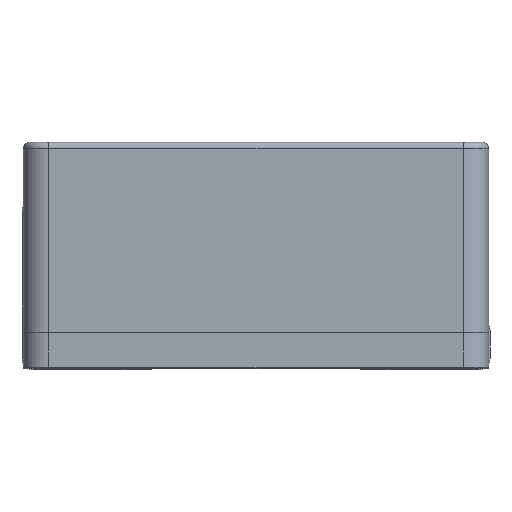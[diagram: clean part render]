
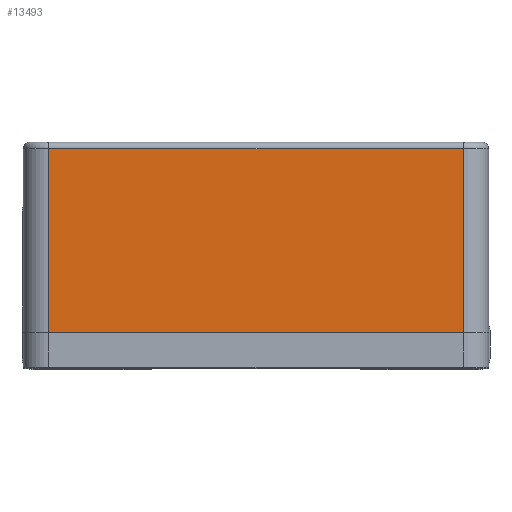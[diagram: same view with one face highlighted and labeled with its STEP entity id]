
A CAD part, left-side view. The second image highlights one B-rep face of the part: STEP entity #13493.
In plain terms, the highlighted planar face has unit normal (-1, 0, 0).
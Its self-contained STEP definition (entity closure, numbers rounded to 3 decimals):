
#11761 = PLANE('',#11762);
#11762 = AXIS2_PLACEMENT_3D('',#11763,#11764,#11765);
#11763 = CARTESIAN_POINT('',(-9.1,9.1,1.45));
#11764 = DIRECTION('',(1.,0.,0.));
#11765 = DIRECTION('',(0.,0.,-1.));
#11893 = CYLINDRICAL_SURFACE('',#11894,1.);
#11894 = AXIS2_PLACEMENT_3D('',#11895,#11896,#11897);
#11895 = CARTESIAN_POINT('',(-8.1,8.1,8.9));
#11896 = DIRECTION('',(0.,0.,1.));
#11897 = DIRECTION('',(-1.,0.,0.));
#11957 = VERTEX_POINT('',#11958);
#11958 = CARTESIAN_POINT('',(-9.1,8.1,1.45));
#12181 = CYLINDRICAL_SURFACE('',#12182,1.);
#12182 = AXIS2_PLACEMENT_3D('',#12183,#12184,#12185);
#12183 = CARTESIAN_POINT('',(-8.1,-8.1,8.9));
#12184 = DIRECTION('',(0.,0.,1.));
#12185 = DIRECTION('',(-1.,0.,0.));
#12413 = VERTEX_POINT('',#12414);
#12414 = CARTESIAN_POINT('',(-9.1,-8.1,1.45));
#12557 = EDGE_CURVE('',#11957,#12413,#12558,.T.);
#12558 = SURFACE_CURVE('',#12559,(#12563,#12570),.PCURVE_S1.);
#12559 = LINE('',#12560,#12561);
#12560 = CARTESIAN_POINT('',(-9.1,9.1,1.45));
#12561 = VECTOR('',#12562,1.);
#12562 = DIRECTION('',(0.,-1.,0.));
#12563 = PCURVE('',#11761,#12564);
#12564 = DEFINITIONAL_REPRESENTATION('',(#12565),#12569);
#12565 = LINE('',#12566,#12567);
#12566 = CARTESIAN_POINT('',(0.,0.));
#12567 = VECTOR('',#12568,1.);
#12568 = DIRECTION('',(0.,-1.));
#12569 = ( GEOMETRIC_REPRESENTATION_CONTEXT(2) 
PARAMETRIC_REPRESENTATION_CONTEXT() REPRESENTATION_CONTEXT('2D SPACE',''
  ) );
#12570 = PCURVE('',#12571,#12576);
#12571 = PLANE('',#12572);
#12572 = AXIS2_PLACEMENT_3D('',#12573,#12574,#12575);
#12573 = CARTESIAN_POINT('',(-9.1,9.1,8.9));
#12574 = DIRECTION('',(1.,0.,0.));
#12575 = DIRECTION('',(0.,0.,-1.));
#12576 = DEFINITIONAL_REPRESENTATION('',(#12577),#12581);
#12577 = LINE('',#12578,#12579);
#12578 = CARTESIAN_POINT('',(7.45,0.));
#12579 = VECTOR('',#12580,1.);
#12580 = DIRECTION('',(0.,-1.));
#12581 = ( GEOMETRIC_REPRESENTATION_CONTEXT(2) 
PARAMETRIC_REPRESENTATION_CONTEXT() REPRESENTATION_CONTEXT('2D SPACE',''
  ) );
#12902 = EDGE_CURVE('',#12903,#11957,#12905,.T.);
#12903 = VERTEX_POINT('',#12904);
#12904 = CARTESIAN_POINT('',(-9.1,8.1,8.65));
#12905 = SURFACE_CURVE('',#12906,(#12910,#12939),.PCURVE_S1.);
#12906 = LINE('',#12907,#12908);
#12907 = CARTESIAN_POINT('',(-9.1,8.1,8.9));
#12908 = VECTOR('',#12909,1.);
#12909 = DIRECTION('',(0.,0.,-1.));
#12910 = PCURVE('',#11893,#12911);
#12911 = DEFINITIONAL_REPRESENTATION('',(#12912),#12938);
#12912 = B_SPLINE_CURVE_WITH_KNOTS('',3,(#12913,#12914,#12915,#12916,
    #12917,#12918,#12919,#12920,#12921,#12922,#12923,#12924,#12925,
    #12926,#12927,#12928,#12929,#12930,#12931,#12932,#12933,#12934,
    #12935,#12936,#12937),.UNSPECIFIED.,.F.,.F.,(4,1,1,1,1,1,1,1,1,1,1,1
    ,1,1,1,1,1,1,1,1,1,1,4),(0.25,0.577,0.905,
    1.232,1.559,1.886,2.214,
    2.541,2.868,3.195,3.523,3.85,
    4.177,4.505,4.832,5.159,
    5.486,5.814,6.141,6.468,
    6.795,7.123,7.45),.QUASI_UNIFORM_KNOTS.);
#12913 = CARTESIAN_POINT('',(6.283,-0.25));
#12914 = CARTESIAN_POINT('',(6.283,-0.359));
#12915 = CARTESIAN_POINT('',(6.283,-0.577));
#12916 = CARTESIAN_POINT('',(6.283,-0.905));
#12917 = CARTESIAN_POINT('',(6.283,-1.232));
#12918 = CARTESIAN_POINT('',(6.283,-1.559));
#12919 = CARTESIAN_POINT('',(6.283,-1.886));
#12920 = CARTESIAN_POINT('',(6.283,-2.214));
#12921 = CARTESIAN_POINT('',(6.283,-2.541));
#12922 = CARTESIAN_POINT('',(6.283,-2.868));
#12923 = CARTESIAN_POINT('',(6.283,-3.195));
#12924 = CARTESIAN_POINT('',(6.283,-3.523));
#12925 = CARTESIAN_POINT('',(6.283,-3.85));
#12926 = CARTESIAN_POINT('',(6.283,-4.177));
#12927 = CARTESIAN_POINT('',(6.283,-4.505));
#12928 = CARTESIAN_POINT('',(6.283,-4.832));
#12929 = CARTESIAN_POINT('',(6.283,-5.159));
#12930 = CARTESIAN_POINT('',(6.283,-5.486));
#12931 = CARTESIAN_POINT('',(6.283,-5.814));
#12932 = CARTESIAN_POINT('',(6.283,-6.141));
#12933 = CARTESIAN_POINT('',(6.283,-6.468));
#12934 = CARTESIAN_POINT('',(6.283,-6.795));
#12935 = CARTESIAN_POINT('',(6.283,-7.123));
#12936 = CARTESIAN_POINT('',(6.283,-7.341));
#12937 = CARTESIAN_POINT('',(6.283,-7.45));
#12938 = ( GEOMETRIC_REPRESENTATION_CONTEXT(2) 
PARAMETRIC_REPRESENTATION_CONTEXT() REPRESENTATION_CONTEXT('2D SPACE',''
  ) );
#12939 = PCURVE('',#12571,#12940);
#12940 = DEFINITIONAL_REPRESENTATION('',(#12941),#12945);
#12941 = LINE('',#12942,#12943);
#12942 = CARTESIAN_POINT('',(0.,-1.));
#12943 = VECTOR('',#12944,1.);
#12944 = DIRECTION('',(1.,0.));
#12945 = ( GEOMETRIC_REPRESENTATION_CONTEXT(2) 
PARAMETRIC_REPRESENTATION_CONTEXT() REPRESENTATION_CONTEXT('2D SPACE',''
  ) );
#13020 = VERTEX_POINT('',#13021);
#13021 = CARTESIAN_POINT('',(-9.1,-8.1,8.65));
#13092 = EDGE_CURVE('',#13020,#12413,#13093,.T.);
#13093 = SURFACE_CURVE('',#13094,(#13098,#13127),.PCURVE_S1.);
#13094 = LINE('',#13095,#13096);
#13095 = CARTESIAN_POINT('',(-9.1,-8.1,8.9));
#13096 = VECTOR('',#13097,1.);
#13097 = DIRECTION('',(0.,0.,-1.));
#13098 = PCURVE('',#12181,#13099);
#13099 = DEFINITIONAL_REPRESENTATION('',(#13100),#13126);
#13100 = B_SPLINE_CURVE_WITH_KNOTS('',3,(#13101,#13102,#13103,#13104,
    #13105,#13106,#13107,#13108,#13109,#13110,#13111,#13112,#13113,
    #13114,#13115,#13116,#13117,#13118,#13119,#13120,#13121,#13122,
    #13123,#13124,#13125),.UNSPECIFIED.,.F.,.F.,(4,1,1,1,1,1,1,1,1,1,1,1
    ,1,1,1,1,1,1,1,1,1,1,4),(0.25,0.577,0.905,
    1.232,1.559,1.886,2.214,
    2.541,2.868,3.195,3.523,3.85,
    4.177,4.505,4.832,5.159,
    5.486,5.814,6.141,6.468,
    6.795,7.123,7.45),.QUASI_UNIFORM_KNOTS.);
#13101 = CARTESIAN_POINT('',(0.,-0.25));
#13102 = CARTESIAN_POINT('',(0.,-0.359));
#13103 = CARTESIAN_POINT('',(0.,-0.577));
#13104 = CARTESIAN_POINT('',(0.,-0.905));
#13105 = CARTESIAN_POINT('',(0.,-1.232));
#13106 = CARTESIAN_POINT('',(0.,-1.559));
#13107 = CARTESIAN_POINT('',(0.,-1.886));
#13108 = CARTESIAN_POINT('',(0.,-2.214));
#13109 = CARTESIAN_POINT('',(0.,-2.541));
#13110 = CARTESIAN_POINT('',(0.,-2.868));
#13111 = CARTESIAN_POINT('',(0.,-3.195));
#13112 = CARTESIAN_POINT('',(0.,-3.523));
#13113 = CARTESIAN_POINT('',(0.,-3.85));
#13114 = CARTESIAN_POINT('',(0.,-4.177));
#13115 = CARTESIAN_POINT('',(0.,-4.505));
#13116 = CARTESIAN_POINT('',(0.,-4.832));
#13117 = CARTESIAN_POINT('',(0.,-5.159));
#13118 = CARTESIAN_POINT('',(0.,-5.486));
#13119 = CARTESIAN_POINT('',(0.,-5.814));
#13120 = CARTESIAN_POINT('',(0.,-6.141));
#13121 = CARTESIAN_POINT('',(0.,-6.468));
#13122 = CARTESIAN_POINT('',(0.,-6.795));
#13123 = CARTESIAN_POINT('',(0.,-7.123));
#13124 = CARTESIAN_POINT('',(0.,-7.341));
#13125 = CARTESIAN_POINT('',(0.,-7.45));
#13126 = ( GEOMETRIC_REPRESENTATION_CONTEXT(2) 
PARAMETRIC_REPRESENTATION_CONTEXT() REPRESENTATION_CONTEXT('2D SPACE',''
  ) );
#13127 = PCURVE('',#12571,#13128);
#13128 = DEFINITIONAL_REPRESENTATION('',(#13129),#13133);
#13129 = LINE('',#13130,#13131);
#13130 = CARTESIAN_POINT('',(0.,-17.2));
#13131 = VECTOR('',#13132,1.);
#13132 = DIRECTION('',(1.,0.));
#13133 = ( GEOMETRIC_REPRESENTATION_CONTEXT(2) 
PARAMETRIC_REPRESENTATION_CONTEXT() REPRESENTATION_CONTEXT('2D SPACE',''
  ) );
#13493 = ADVANCED_FACE('',(#13494),#12571,.F.);
#13494 = FACE_BOUND('',#13495,.F.);
#13495 = EDGE_LOOP('',(#13496,#13497,#13498,#13499));
#13496 = ORIENTED_EDGE('',*,*,#13092,.T.);
#13497 = ORIENTED_EDGE('',*,*,#12557,.F.);
#13498 = ORIENTED_EDGE('',*,*,#12902,.F.);
#13499 = ORIENTED_EDGE('',*,*,#13500,.T.);
#13500 = EDGE_CURVE('',#12903,#13020,#13501,.T.);
#13501 = SURFACE_CURVE('',#13502,(#13506,#13513),.PCURVE_S1.);
#13502 = LINE('',#13503,#13504);
#13503 = CARTESIAN_POINT('',(-9.1,8.1,8.65));
#13504 = VECTOR('',#13505,1.);
#13505 = DIRECTION('',(0.,-1.,0.));
#13506 = PCURVE('',#12571,#13507);
#13507 = DEFINITIONAL_REPRESENTATION('',(#13508),#13512);
#13508 = LINE('',#13509,#13510);
#13509 = CARTESIAN_POINT('',(0.25,-1.));
#13510 = VECTOR('',#13511,1.);
#13511 = DIRECTION('',(0.,-1.));
#13512 = ( GEOMETRIC_REPRESENTATION_CONTEXT(2) 
PARAMETRIC_REPRESENTATION_CONTEXT() REPRESENTATION_CONTEXT('2D SPACE',''
  ) );
#13513 = PCURVE('',#13514,#13519);
#13514 = CYLINDRICAL_SURFACE('',#13515,0.25);
#13515 = AXIS2_PLACEMENT_3D('',#13516,#13517,#13518);
#13516 = CARTESIAN_POINT('',(-8.85,-9.1,8.65));
#13517 = DIRECTION('',(0.,-1.,0.));
#13518 = DIRECTION('',(0.,0.,1.));
#13519 = DEFINITIONAL_REPRESENTATION('',(#13520),#13546);
#13520 = B_SPLINE_CURVE_WITH_KNOTS('',3,(#13521,#13522,#13523,#13524,
    #13525,#13526,#13527,#13528,#13529,#13530,#13531,#13532,#13533,
    #13534,#13535,#13536,#13537,#13538,#13539,#13540,#13541,#13542,
    #13543,#13544,#13545),.UNSPECIFIED.,.F.,.F.,(4,1,1,1,1,1,1,1,1,1,1,1
    ,1,1,1,1,1,1,1,1,1,1,4),(0.,0.736,1.473,
    2.209,2.945,3.682,4.418,
    5.155,5.891,6.627,7.364,8.1,
    8.836,9.573,10.309,11.045,
    11.782,12.518,13.255,13.991,
    14.727,15.464,16.2),.QUASI_UNIFORM_KNOTS.);
#13521 = CARTESIAN_POINT('',(1.571,-17.2));
#13522 = CARTESIAN_POINT('',(1.571,-16.955));
#13523 = CARTESIAN_POINT('',(1.571,-16.464));
#13524 = CARTESIAN_POINT('',(1.571,-15.727));
#13525 = CARTESIAN_POINT('',(1.571,-14.991));
#13526 = CARTESIAN_POINT('',(1.571,-14.255));
#13527 = CARTESIAN_POINT('',(1.571,-13.518));
#13528 = CARTESIAN_POINT('',(1.571,-12.782));
#13529 = CARTESIAN_POINT('',(1.571,-12.045));
#13530 = CARTESIAN_POINT('',(1.571,-11.309));
#13531 = CARTESIAN_POINT('',(1.571,-10.573));
#13532 = CARTESIAN_POINT('',(1.571,-9.836));
#13533 = CARTESIAN_POINT('',(1.571,-9.1));
#13534 = CARTESIAN_POINT('',(1.571,-8.364));
#13535 = CARTESIAN_POINT('',(1.571,-7.627));
#13536 = CARTESIAN_POINT('',(1.571,-6.891));
#13537 = CARTESIAN_POINT('',(1.571,-6.155));
#13538 = CARTESIAN_POINT('',(1.571,-5.418));
#13539 = CARTESIAN_POINT('',(1.571,-4.682));
#13540 = CARTESIAN_POINT('',(1.571,-3.945));
#13541 = CARTESIAN_POINT('',(1.571,-3.209));
#13542 = CARTESIAN_POINT('',(1.571,-2.473));
#13543 = CARTESIAN_POINT('',(1.571,-1.736));
#13544 = CARTESIAN_POINT('',(1.571,-1.245));
#13545 = CARTESIAN_POINT('',(1.571,-1.));
#13546 = ( GEOMETRIC_REPRESENTATION_CONTEXT(2) 
PARAMETRIC_REPRESENTATION_CONTEXT() REPRESENTATION_CONTEXT('2D SPACE',''
  ) );
